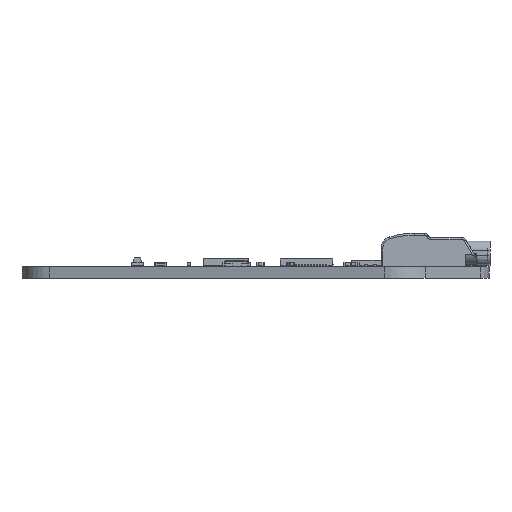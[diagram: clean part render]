
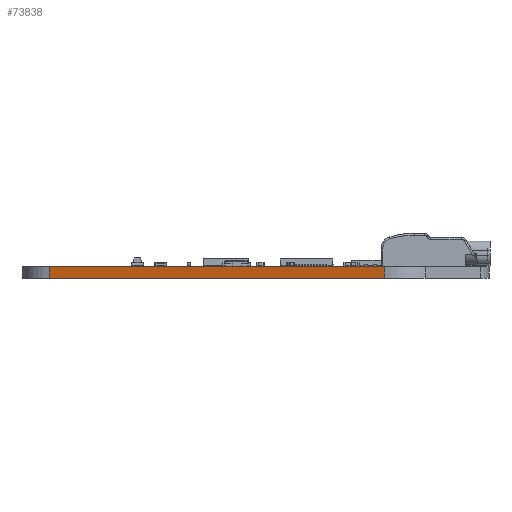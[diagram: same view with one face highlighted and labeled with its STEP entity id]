
A CAD part, left-side view. The second image highlights one B-rep face of the part: STEP entity #73838.
In plain terms, the highlighted planar face has unit normal (-0.954, 0.299, 0).
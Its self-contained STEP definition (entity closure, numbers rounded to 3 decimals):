
#72596 = VERTEX_POINT('',#72597);
#72597 = CARTESIAN_POINT('',(118.464,-64.284,0.));
#72603 = EDGE_CURVE('',#72604,#72596,#72606,.T.);
#72604 = VERTEX_POINT('',#72605);
#72605 = CARTESIAN_POINT('',(104.588,-108.575,0.));
#72606 = LINE('',#72607,#72608);
#72607 = CARTESIAN_POINT('',(104.588,-108.575,0.));
#72608 = VECTOR('',#72609,1.);
#72609 = DIRECTION('',(0.299,0.954,0.));
#73101 = VERTEX_POINT('',#73102);
#73102 = CARTESIAN_POINT('',(118.464,-64.284,1.51));
#73108 = EDGE_CURVE('',#73109,#73101,#73111,.T.);
#73109 = VERTEX_POINT('',#73110);
#73110 = CARTESIAN_POINT('',(104.588,-108.575,1.51));
#73111 = LINE('',#73112,#73113);
#73112 = CARTESIAN_POINT('',(104.588,-108.575,1.51));
#73113 = VECTOR('',#73114,1.);
#73114 = DIRECTION('',(0.299,0.954,0.));
#73808 = EDGE_CURVE('',#72596,#73101,#73809,.T.);
#73809 = LINE('',#73810,#73811);
#73810 = CARTESIAN_POINT('',(118.464,-64.284,0.));
#73811 = VECTOR('',#73812,1.);
#73812 = DIRECTION('',(0.,0.,1.));
#73838 = ADVANCED_FACE('',(#73839),#73850,.T.);
#73839 = FACE_BOUND('',#73840,.T.);
#73840 = EDGE_LOOP('',(#73841,#73847,#73848,#73849));
#73841 = ORIENTED_EDGE('',*,*,#73842,.T.);
#73842 = EDGE_CURVE('',#72604,#73109,#73843,.T.);
#73843 = LINE('',#73844,#73845);
#73844 = CARTESIAN_POINT('',(104.588,-108.575,0.));
#73845 = VECTOR('',#73846,1.);
#73846 = DIRECTION('',(0.,0.,1.));
#73847 = ORIENTED_EDGE('',*,*,#73108,.T.);
#73848 = ORIENTED_EDGE('',*,*,#73808,.F.);
#73849 = ORIENTED_EDGE('',*,*,#72603,.F.);
#73850 = PLANE('',#73851);
#73851 = AXIS2_PLACEMENT_3D('',#73852,#73853,#73854);
#73852 = CARTESIAN_POINT('',(104.588,-108.575,0.));
#73853 = DIRECTION('',(-0.954,0.299,0.));
#73854 = DIRECTION('',(0.299,0.954,0.));
